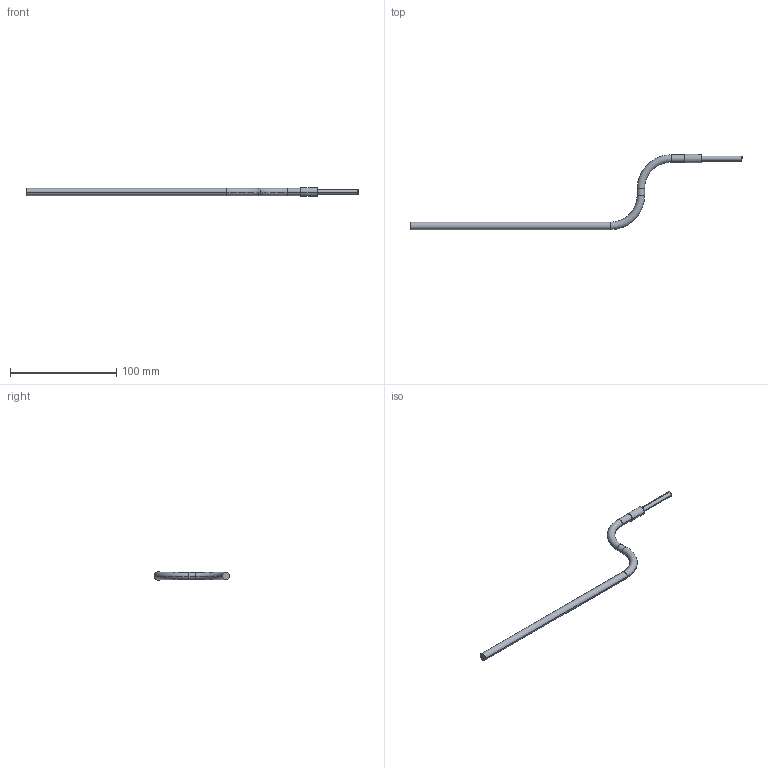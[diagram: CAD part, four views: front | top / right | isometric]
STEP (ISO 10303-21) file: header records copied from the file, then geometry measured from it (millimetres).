
FILE_DESCRIPTION (( 'STEP AP203' ), '1' );
FILE_NAME ('RC171.STEP', '2018-02-20T17:26:12', ( '' ), ( '' ), 'SwSTEP 2.0', 'SolidWorks 2018', '' );
FILE_SCHEMA (( 'CONFIG_CONTROL_DESIGN' ));
Length unit declared in the file: inch
Products named in the file (1): RC171
Bounding box: 312.57 x 70.95 x 7.92 mm (x, y, z)
Volume: 13611.2 mm3; surface area: 8832.7 mm2
Topology: 4 solids, 4 shells, 35 faces, 65 edges, 40 vertices
Faces by surface type: plane 16, cylinder 15, torus 4
Entity records: 948 total; most frequent: DIRECTION 173, CARTESIAN_POINT 141, ORIENTED_EDGE 130, AXIS2_PLACEMENT_3D 72, EDGE_CURVE 65, VERTEX_POINT 40, EDGE_LOOP 37, CIRCLE 36
